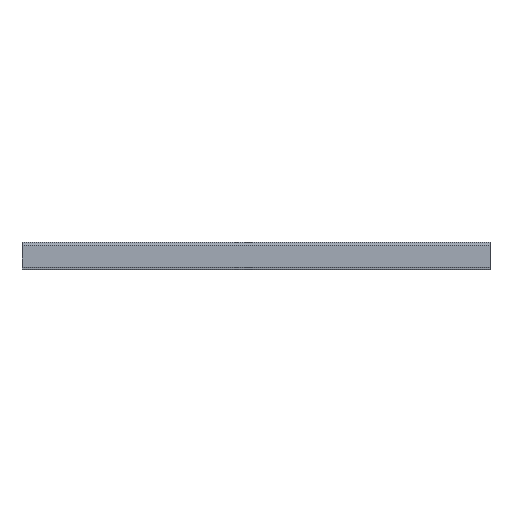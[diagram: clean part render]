
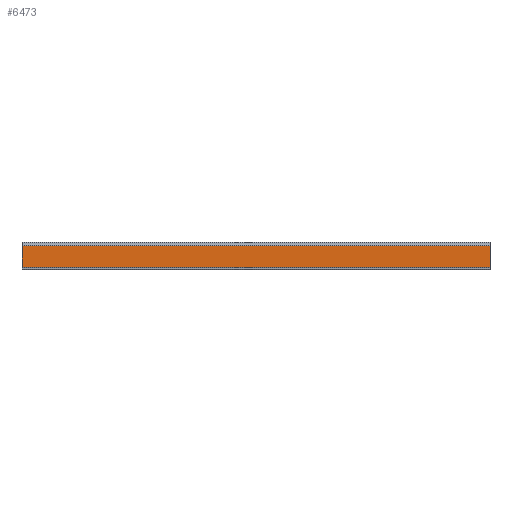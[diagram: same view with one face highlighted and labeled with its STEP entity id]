
A CAD part, front view. The second image highlights one B-rep face of the part: STEP entity #6473.
In plain terms, the highlighted planar face has unit normal (0, -1, 0).
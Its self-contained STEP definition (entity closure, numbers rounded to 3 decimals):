
#461=FACE_OUTER_BOUND('',#767,.T.);
#767=EDGE_LOOP('',(#5609,#5610,#5611,#5612));
#1271=LINE('',#9586,#1893);
#1747=LINE('',#11007,#2369);
#1748=LINE('',#11010,#2370);
#1749=LINE('',#11011,#2371);
#1893=VECTOR('',#7517,1.);
#2369=VECTOR('',#9011,1000.);
#2370=VECTOR('',#9014,1000.);
#2371=VECTOR('',#9015,1000.);
#2632=VERTEX_POINT('',#9583);
#2633=VERTEX_POINT('',#9585);
#3069=VERTEX_POINT('',#11005);
#3070=VERTEX_POINT('',#11009);
#3319=EDGE_CURVE('',#2632,#2633,#1271,.T.);
#4030=EDGE_CURVE('',#2632,#3069,#1747,.T.);
#4031=EDGE_CURVE('',#3069,#3070,#1748,.T.);
#4032=EDGE_CURVE('',#2633,#3070,#1749,.T.);
#5609=ORIENTED_EDGE('',*,*,#4030,.T.);
#5610=ORIENTED_EDGE('',*,*,#4031,.T.);
#5611=ORIENTED_EDGE('',*,*,#4032,.F.);
#5612=ORIENTED_EDGE('',*,*,#3319,.F.);
#6184=PLANE('',#7130);
#6473=ADVANCED_FACE('',(#461),#6184,.F.);
#7130=AXIS2_PLACEMENT_3D('',#11008,#9012,#9013);
#7517=DIRECTION('',(0.,0.,-1.));
#9011=DIRECTION('',(-1.,0.,0.));
#9012=DIRECTION('center_axis',(0.,1.,0.));
#9013=DIRECTION('ref_axis',(0.,0.,1.));
#9014=DIRECTION('',(0.,0.,-1.));
#9015=DIRECTION('',(-1.,0.,0.));
#9583=CARTESIAN_POINT('',(800.,-129.989,-4.));
#9585=CARTESIAN_POINT('',(800.,-129.989,-41.));
#9586=CARTESIAN_POINT('',(800.,-129.989,-4.));
#11005=CARTESIAN_POINT('',(0.,-129.989,-4.));
#11007=CARTESIAN_POINT('',(1000.,-129.989,-4.));
#11008=CARTESIAN_POINT('Origin',(1000.,-129.989,-4.));
#11009=CARTESIAN_POINT('',(0.,-129.989,-41.));
#11010=CARTESIAN_POINT('',(0.,-129.989,-4.));
#11011=CARTESIAN_POINT('',(1000.,-129.989,-41.));
